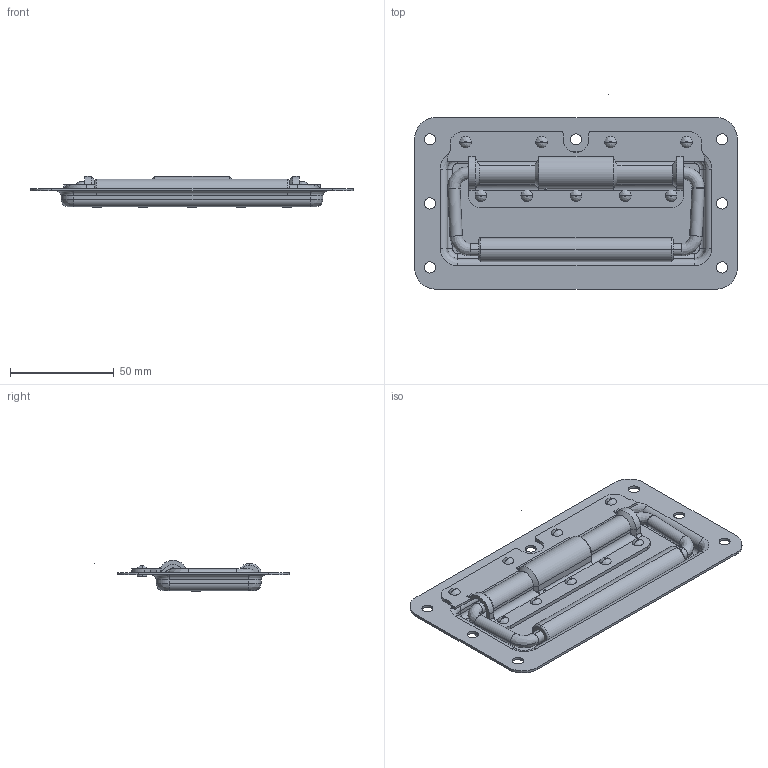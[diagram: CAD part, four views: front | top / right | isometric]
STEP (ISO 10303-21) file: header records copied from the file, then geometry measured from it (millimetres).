
FILE_DESCRIPTION(/* description */ (''),/* implementation_level */ '2;1');
FILE_NAME(/* name */ 'LS504-3',/* time_stamp */ '2025-05-26T15:31:03+08:00',/* author */ (''),/* organization */ (''),/* preprocessor_version */ 'ST-DEVELOPER v19.2',/* originating_system */ 'Rhino 8.5',/* authorisation */ '');
FILE_SCHEMA (('CONFIG_CONTROL_DESIGN'));
Length unit declared in the file: millimetre
Products named in the file (1): Document
Bounding box: 155.6 x 93.81 x 15.03 mm (x, y, z)
Volume: 35423.9 mm3; surface area: 50690 mm2
Topology: 14 solids, 15 shells, 385 faces, 962 edges, 583 vertices
Faces by surface type: cylinder 174, plane 110, bspline 101
Entity records: 25054 total; most frequent: CARTESIAN_POINT 16289, ORIENTED_EDGE 1866, DIRECTION 1363, EDGE_CURVE 949, AXIS2_PLACEMENT_3D 822, VERTEX_POINT 585, TRIMMED_CURVE 538, CIRCLE 538
